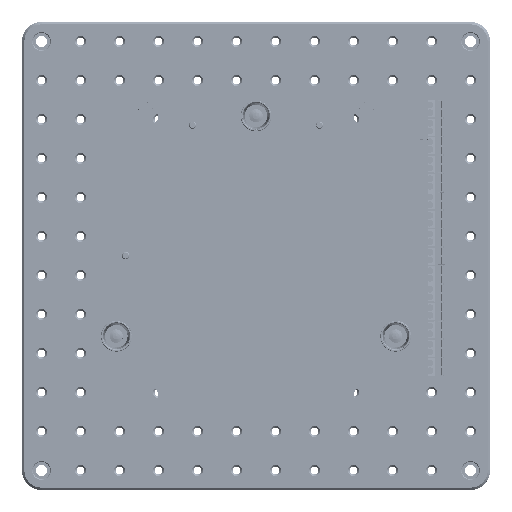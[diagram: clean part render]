
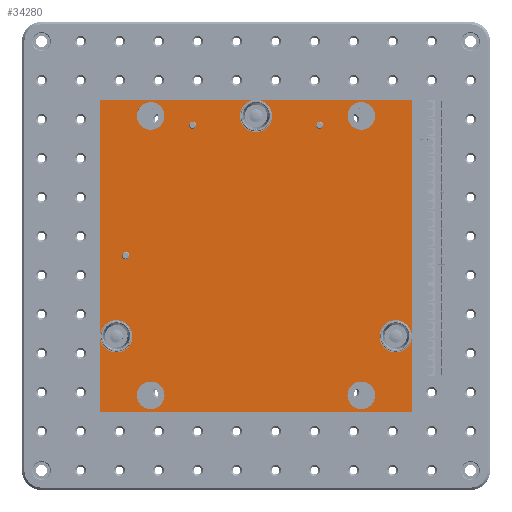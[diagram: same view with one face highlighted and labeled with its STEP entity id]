
A CAD part, top view. The second image highlights one B-rep face of the part: STEP entity #34280.
In plain terms, the highlighted planar face has unit normal (0, 0, 1).
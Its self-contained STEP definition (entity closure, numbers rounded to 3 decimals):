
#1185=FACE_BOUND('',#5870,.T.);
#1186=FACE_BOUND('',#5871,.T.);
#1187=FACE_BOUND('',#5872,.T.);
#1188=FACE_BOUND('',#5873,.T.);
#1189=FACE_BOUND('',#5874,.T.);
#1190=FACE_BOUND('',#5875,.T.);
#1191=FACE_BOUND('',#5876,.T.);
#1192=FACE_BOUND('',#5877,.T.);
#1193=FACE_BOUND('',#5878,.T.);
#1194=FACE_BOUND('',#5879,.T.);
#2065=PLANE('',#37364);
#3598=FACE_OUTER_BOUND('',#5869,.T.);
#5869=EDGE_LOOP('',(#26448,#26449,#26450,#26451));
#5870=EDGE_LOOP('',(#26452));
#5871=EDGE_LOOP('',(#26453));
#5872=EDGE_LOOP('',(#26454));
#5873=EDGE_LOOP('',(#26455));
#5874=EDGE_LOOP('',(#26456));
#5875=EDGE_LOOP('',(#26457));
#5876=EDGE_LOOP('',(#26458));
#5877=EDGE_LOOP('',(#26459));
#5878=EDGE_LOOP('',(#26460));
#5879=EDGE_LOOP('',(#26461));
#7867=LINE('',#53261,#11055);
#7870=LINE('',#53267,#11058);
#7873=LINE('',#53273,#11061);
#7876=LINE('',#53277,#11064);
#11055=VECTOR('',#43201,10.);
#11058=VECTOR('',#43206,10.);
#11061=VECTOR('',#43211,10.);
#11064=VECTOR('',#43216,10.);
#14512=CIRCLE('',#37303,9.);
#14515=CIRCLE('',#37308,9.);
#14518=CIRCLE('',#37313,9.);
#14521=CIRCLE('',#37318,9.);
#14529=CIRCLE('',#37332,2.381);
#14531=CIRCLE('',#37335,2.381);
#14533=CIRCLE('',#37338,2.381);
#14536=CIRCLE('',#37343,10.5);
#14540=CIRCLE('',#37350,10.5);
#14544=CIRCLE('',#37357,10.5);
#16124=VERTEX_POINT('',#53146);
#16127=VERTEX_POINT('',#53155);
#16130=VERTEX_POINT('',#53164);
#16133=VERTEX_POINT('',#53173);
#16141=VERTEX_POINT('',#53200);
#16143=VERTEX_POINT('',#53206);
#16145=VERTEX_POINT('',#53212);
#16148=VERTEX_POINT('',#53221);
#16152=VERTEX_POINT('',#53234);
#16156=VERTEX_POINT('',#53247);
#16160=VERTEX_POINT('',#53258);
#16161=VERTEX_POINT('',#53260);
#16163=VERTEX_POINT('',#53266);
#16165=VERTEX_POINT('',#53272);
#19904=EDGE_CURVE('',#16124,#16124,#14512,.T.);
#19908=EDGE_CURVE('',#16127,#16127,#14515,.T.);
#19912=EDGE_CURVE('',#16130,#16130,#14518,.T.);
#19916=EDGE_CURVE('',#16133,#16133,#14521,.T.);
#19930=EDGE_CURVE('',#16141,#16141,#14529,.T.);
#19933=EDGE_CURVE('',#16143,#16143,#14531,.T.);
#19936=EDGE_CURVE('',#16145,#16145,#14533,.T.);
#19939=EDGE_CURVE('',#16148,#16148,#14536,.T.);
#19945=EDGE_CURVE('',#16152,#16152,#14540,.T.);
#19951=EDGE_CURVE('',#16156,#16156,#14544,.T.);
#19957=EDGE_CURVE('',#16161,#16160,#7867,.T.);
#19960=EDGE_CURVE('',#16163,#16161,#7870,.T.);
#19963=EDGE_CURVE('',#16165,#16163,#7873,.T.);
#19966=EDGE_CURVE('',#16160,#16165,#7876,.T.);
#26448=ORIENTED_EDGE('',*,*,#19966,.T.);
#26449=ORIENTED_EDGE('',*,*,#19963,.T.);
#26450=ORIENTED_EDGE('',*,*,#19960,.T.);
#26451=ORIENTED_EDGE('',*,*,#19957,.T.);
#26452=ORIENTED_EDGE('',*,*,#19904,.T.);
#26453=ORIENTED_EDGE('',*,*,#19908,.T.);
#26454=ORIENTED_EDGE('',*,*,#19912,.T.);
#26455=ORIENTED_EDGE('',*,*,#19916,.T.);
#26456=ORIENTED_EDGE('',*,*,#19930,.T.);
#26457=ORIENTED_EDGE('',*,*,#19933,.T.);
#26458=ORIENTED_EDGE('',*,*,#19936,.T.);
#26459=ORIENTED_EDGE('',*,*,#19939,.T.);
#26460=ORIENTED_EDGE('',*,*,#19945,.T.);
#26461=ORIENTED_EDGE('',*,*,#19951,.T.);
#34280=ADVANCED_FACE('',(#3598,#1185,#1186,#1187,#1188,#1189,#1190,#1191,
#1192,#1193,#1194),#2065,.T.);
#37303=AXIS2_PLACEMENT_3D('',#53147,#43066,#43067);
#37308=AXIS2_PLACEMENT_3D('',#53156,#43077,#43078);
#37313=AXIS2_PLACEMENT_3D('',#53165,#43088,#43089);
#37318=AXIS2_PLACEMENT_3D('',#53174,#43099,#43100);
#37332=AXIS2_PLACEMENT_3D('',#53202,#43133,#43134);
#37335=AXIS2_PLACEMENT_3D('',#53208,#43140,#43141);
#37338=AXIS2_PLACEMENT_3D('',#53214,#43147,#43148);
#37343=AXIS2_PLACEMENT_3D('',#53222,#43157,#43158);
#37350=AXIS2_PLACEMENT_3D('',#53235,#43173,#43174);
#37357=AXIS2_PLACEMENT_3D('',#53248,#43189,#43190);
#37364=AXIS2_PLACEMENT_3D('',#53278,#43217,#43218);
#43066=DIRECTION('center_axis',(0.,0.,-1.));
#43067=DIRECTION('ref_axis',(-1.,0.,0.));
#43077=DIRECTION('center_axis',(0.,0.,-1.));
#43078=DIRECTION('ref_axis',(-1.,0.,0.));
#43088=DIRECTION('center_axis',(0.,0.,-1.));
#43089=DIRECTION('ref_axis',(-1.,0.,0.));
#43099=DIRECTION('center_axis',(0.,0.,-1.));
#43100=DIRECTION('ref_axis',(-1.,0.,0.));
#43133=DIRECTION('center_axis',(0.,0.,-1.));
#43134=DIRECTION('ref_axis',(1.,0.,0.));
#43140=DIRECTION('center_axis',(0.,0.,-1.));
#43141=DIRECTION('ref_axis',(1.,0.,0.));
#43147=DIRECTION('center_axis',(0.,0.,-1.));
#43148=DIRECTION('ref_axis',(1.,0.,0.));
#43157=DIRECTION('center_axis',(0.,0.,-1.));
#43158=DIRECTION('ref_axis',(1.,0.,0.));
#43173=DIRECTION('center_axis',(0.,0.,-1.));
#43174=DIRECTION('ref_axis',(1.,0.,0.));
#43189=DIRECTION('center_axis',(0.,0.,-1.));
#43190=DIRECTION('ref_axis',(1.,0.,0.));
#43201=DIRECTION('',(0.,1.,0.));
#43206=DIRECTION('',(1.,0.,0.));
#43211=DIRECTION('',(0.,-1.,0.));
#43216=DIRECTION('',(-1.,0.,0.));
#43217=DIRECTION('center_axis',(0.,0.,1.));
#43218=DIRECTION('ref_axis',(1.,0.,0.));
#53146=CARTESIAN_POINT('',(77.58,91.,42.7));
#53147=CARTESIAN_POINT('Origin',(68.58,91.,42.7));
#53155=CARTESIAN_POINT('',(-59.58,-91.,42.7));
#53156=CARTESIAN_POINT('Origin',(-68.58,-91.,42.7));
#53164=CARTESIAN_POINT('',(-59.58,91.,42.7));
#53165=CARTESIAN_POINT('Origin',(-68.58,91.,42.7));
#53173=CARTESIAN_POINT('',(77.58,-91.,42.7));
#53174=CARTESIAN_POINT('Origin',(68.58,-91.,42.7));
#53200=CARTESIAN_POINT('',(38.894,84.931,42.7));
#53202=CARTESIAN_POINT('Origin',(41.275,84.931,42.7));
#53206=CARTESIAN_POINT('',(-43.656,84.931,42.7));
#53208=CARTESIAN_POINT('Origin',(-41.275,84.931,42.7));
#53212=CARTESIAN_POINT('',(-87.313,0.,42.7));
#53214=CARTESIAN_POINT('Origin',(-84.931,0.,42.7));
#53221=CARTESIAN_POINT('',(-101.5,-52.539,42.7));
#53222=CARTESIAN_POINT('Origin',(-91.,-52.539,42.7));
#53234=CARTESIAN_POINT('',(80.5,-52.539,42.7));
#53235=CARTESIAN_POINT('Origin',(91.,-52.539,42.7));
#53247=CARTESIAN_POINT('',(-10.5,91.,42.7));
#53248=CARTESIAN_POINT('Origin',(0.,91.,42.7));
#53258=CARTESIAN_POINT('',(101.6,101.6,42.7));
#53260=CARTESIAN_POINT('',(101.6,-101.6,42.7));
#53261=CARTESIAN_POINT('',(101.6,101.6,42.7));
#53266=CARTESIAN_POINT('',(-101.6,-101.6,42.7));
#53267=CARTESIAN_POINT('',(101.6,-101.6,42.7));
#53272=CARTESIAN_POINT('',(-101.6,101.6,42.7));
#53273=CARTESIAN_POINT('',(-101.6,-101.6,42.7));
#53277=CARTESIAN_POINT('',(-101.6,101.6,42.7));
#53278=CARTESIAN_POINT('Origin',(0.,0.,42.7));
